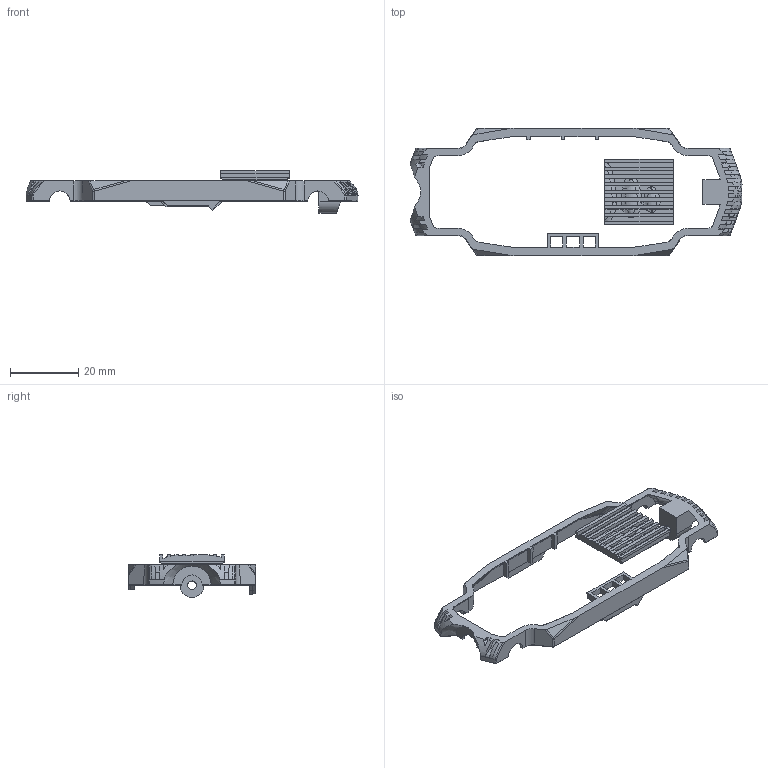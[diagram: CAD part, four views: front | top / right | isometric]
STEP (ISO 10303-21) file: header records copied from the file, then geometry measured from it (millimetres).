
FILE_DESCRIPTION(('STEP AP214'),'1');
FILE_NAME('XTRX Cover part.stp','2018-07-19T16:48:53',('Sviyazov Andrey'),('Sviyazov &Co'),'Spatial InterOp 3D',' ',' ');
FILE_SCHEMA(('automotive_design'));
Length unit declared in the file: inch
Products named in the file (2): 1; 2
Bounding box: 97.03 x 37.39 x 12.4 mm (x, y, z)
Volume: 4016.6 mm3; surface area: 5818.8 mm2
Topology: 2 solids, 2 shells, 527 faces, 1501 edges, 971 vertices
Faces by surface type: plane 251, bspline 159, cylinder 88, extrusion 12, sphere 12, cone 5
Entity records: 32254 total; most frequent: CARTESIAN_POINT 16309, ORIENTED_EDGE 2994, DIRECTION 1515, EDGE_CURVE 1497, VERTEX_POINT 971, B_SPLINE_CURVE_WITH_KNOTS 808, VECTOR 625, LINE 613
